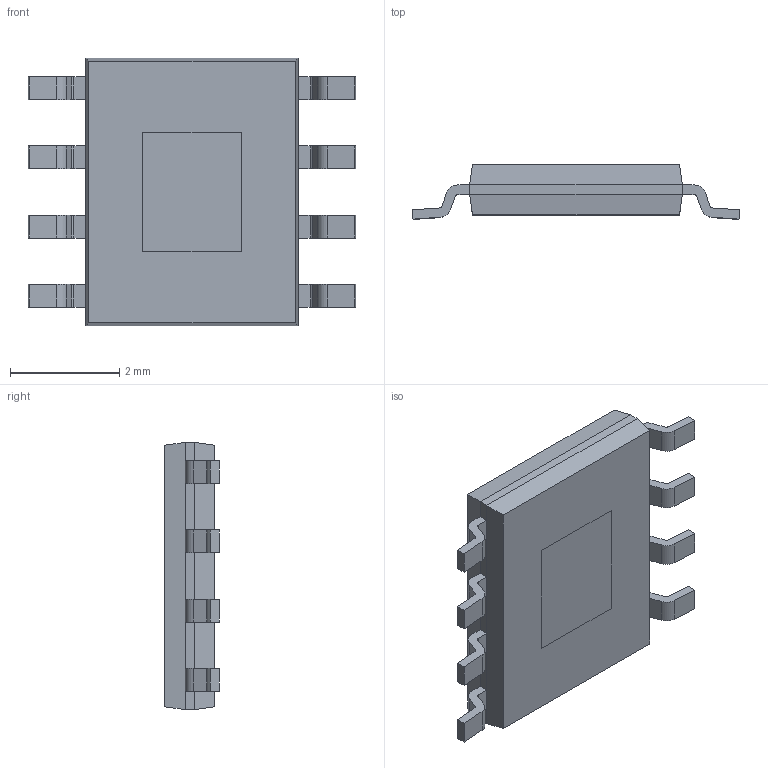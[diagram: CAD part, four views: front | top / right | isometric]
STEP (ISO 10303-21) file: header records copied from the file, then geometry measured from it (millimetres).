
FILE_DESCRIPTION (( 'STEP AP214' ), '1' );
FILE_NAME ('BD9876AEFJ-E2.STEP', '2023-03-28T14:26:33', ( '' ), ( '' ), 'SwSTEP 2.0', 'SolidWorks 2017', '' );
FILE_SCHEMA (( 'AUTOMOTIVE_DESIGN' ));
Length unit declared in the file: millimetre
Products named in the file (2): BD9876AEFJ-E2_BD9876AEFJ-E2; BD9876AEFJ-E2
Assembly tree (1 placements, depth 2):
  BD9876AEFJ-E2
    BD9876AEFJ-E2_BD9876AEFJ-E2
Bounding box: 6 x 1 x 4.9 mm (x, y, z)
Volume: 18 mm3; surface area: 75.6 mm2
Topology: 11 solids, 11 shells, 144 faces, 352 edges, 232 vertices
Faces by surface type: plane 108, cylinder 36
Entity records: 4360 total; most frequent: CARTESIAN_POINT 732, DIRECTION 720, ORIENTED_EDGE 704, EDGE_CURVE 352, VECTOR 280, LINE 280, VERTEX_POINT 232, AXIS2_PLACEMENT_3D 220
